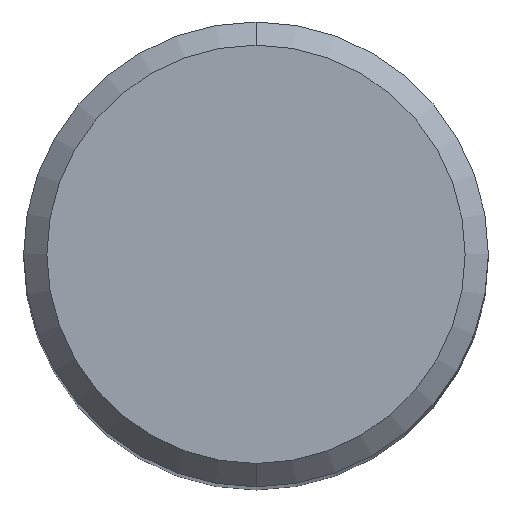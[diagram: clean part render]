
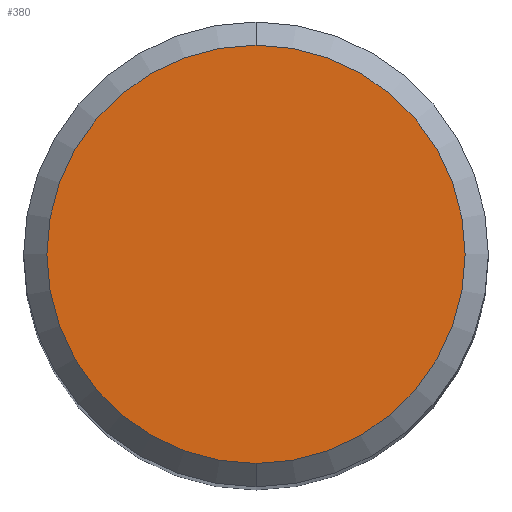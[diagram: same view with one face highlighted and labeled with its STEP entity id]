
A CAD part, top view. The second image highlights one B-rep face of the part: STEP entity #380.
In plain terms, the highlighted planar face has unit normal (0, 0, 1).
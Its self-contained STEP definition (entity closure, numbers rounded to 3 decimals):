
#73=CARTESIAN_POINT('',(0.,0.,40.));
#74=DIRECTION('',(0.,0.,1.));
#75=DIRECTION('',(0.,1.,0.));
#76=AXIS2_PLACEMENT_3D('',#73,#74,#75);
#81=CARTESIAN_POINT('',(0.,0.,40.));
#82=DIRECTION('',(0.,0.,-1.));
#83=DIRECTION('',(0.,1.,0.));
#84=AXIS2_PLACEMENT_3D('',#81,#82,#83);
#302=CARTESIAN_POINT('',(0.,4.5,40.));
#304=VERTEX_POINT('',#302);
#312=CARTESIAN_POINT('',(0.,-4.5,40.));
#314=VERTEX_POINT('',#312);
#371=CARTESIAN_POINT('',(0.,0.,40.));
#372=DIRECTION('',(0.,0.,-1.));
#373=DIRECTION('',(0.,-1.,0.));
#374=AXIS2_PLACEMENT_3D('',#371,#372,#373);
#375=PLANE('',#374);
#376=ORIENTED_EDGE('',*,*,#363,.F.);
#377=ORIENTED_EDGE('',*,*,#352,.T.);
#378=EDGE_LOOP('',(#376,#377));
#379=FACE_OUTER_BOUND('',#378,.F.);
#77=CIRCLE('',#76,4.5);
#85=CIRCLE('',#84,4.5);
#352=EDGE_CURVE('',#304,#314,#85,.T.);
#363=EDGE_CURVE('',#304,#314,#77,.T.);
#380=ADVANCED_FACE('',(#379),#375,.F.);
